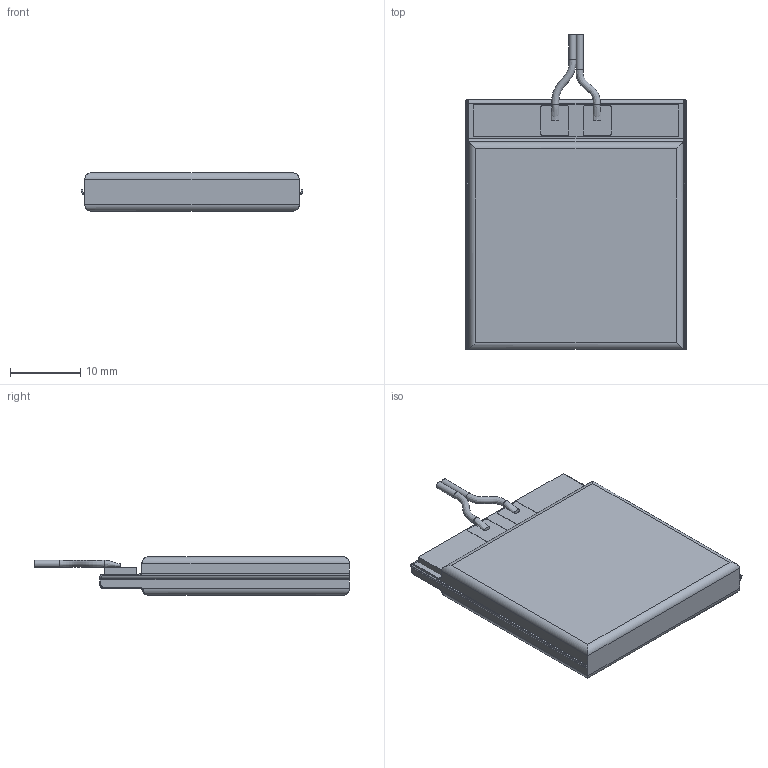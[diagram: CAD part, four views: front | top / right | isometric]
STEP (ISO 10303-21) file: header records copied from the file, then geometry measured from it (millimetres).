
FILE_DESCRIPTION(/* description */ (''),/* implementation_level */ '2;1');
FILE_NAME(/* name */ 'LiPo battery 500 mAh.stp',/* time_stamp */ '2016-05-18T17:50:17+05:00',/* author */ ('Admin'),/* organization */ (''),/* preprocessor_version */ 'ST-DEVELOPER v15.6',/* originating_system */ 'Autodesk Inventor 2015',/* authorisation */ '');
FILE_SCHEMA (('AUTOMOTIVE_DESIGN { 1 0 10303 214 3 1 1 }'));
Length unit declared in the file: millimetre
Products named in the file (1): LiPo battery 500 mAh
Bounding box: 31.44 x 44.75 x 5.5 mm (x, y, z)
Volume: 5318.6 mm3; surface area: 8600.6 mm2
Topology: 289 solids, 290 shells, 1878 faces, 3818 edges, 2516 vertices
Faces by surface type: plane 1757, cylinder 79, bspline 18, sphere 12, torus 12
Full cylindrical faces by diameter (mm): 1 x3
Entity records: 49779 total; most frequent: CARTESIAN_POINT 10182, DIRECTION 7667, ORIENTED_EDGE 7628, EDGE_CURVE 3814, LINE 3595, VECTOR 3595, VERTEX_POINT 2518, AXIS2_PLACEMENT_3D 2036
